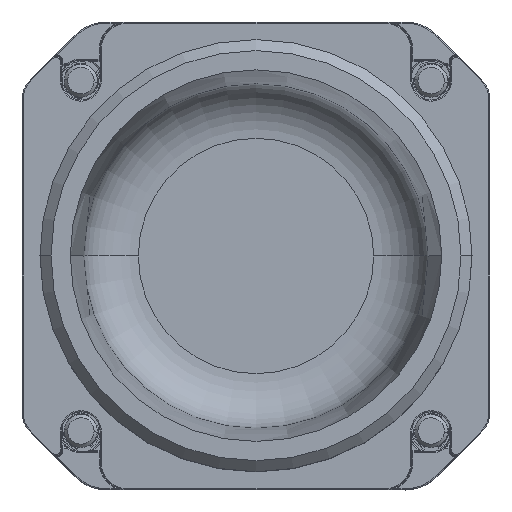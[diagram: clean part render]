
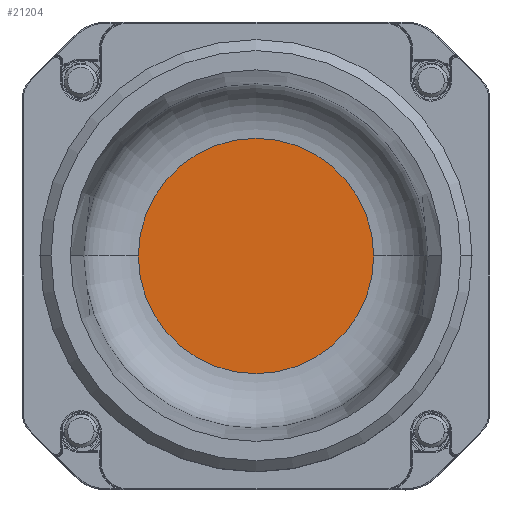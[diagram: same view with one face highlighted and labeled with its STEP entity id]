
A CAD part, top view. The second image highlights one B-rep face of the part: STEP entity #21204.
In plain terms, the highlighted planar face has unit normal (0, 0, 1).
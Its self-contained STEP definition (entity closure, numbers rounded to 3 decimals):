
#1477 = DIRECTION ( 'NONE',  ( 0., 0., 1. ) ) ;
#1718 = CIRCLE ( 'NONE', #5827, 21.371 ) ;
#2147 = AXIS2_PLACEMENT_3D ( 'NONE', #12261, #1477, #14129 ) ;
#2873 = PLANE ( 'NONE',  #19778 ) ;
#3029 = VERTEX_POINT ( 'NONE', #11509 ) ;
#3076 = FACE_OUTER_BOUND ( 'NONE', #11730, .T. ) ;
#5118 = CARTESIAN_POINT ( 'NONE',  ( 21.371, 0., 6. ) ) ;
#5827 = AXIS2_PLACEMENT_3D ( 'NONE', #18214, #7331, #20056 ) ;
#6474 = DIRECTION ( 'NONE',  ( 0., 0., -1. ) ) ;
#7331 = DIRECTION ( 'NONE',  ( 0., 0., 1. ) ) ;
#7709 = CIRCLE ( 'NONE', #2147, 21.371 ) ;
#11509 = CARTESIAN_POINT ( 'NONE',  ( -21.371, 0., 6. ) ) ;
#11730 = EDGE_LOOP ( 'NONE', ( #19223, #20999 ) ) ;
#12261 = CARTESIAN_POINT ( 'NONE',  ( 0., 0., 6. ) ) ;
#14129 = DIRECTION ( 'NONE',  ( -1., 0., 0. ) ) ;
#14841 = EDGE_CURVE ( 'NONE', #15214, #3029, #1718, .T. ) ;
#15214 = VERTEX_POINT ( 'NONE', #5118 ) ;
#17380 = CARTESIAN_POINT ( 'NONE',  ( 0., 0., 6. ) ) ;
#18214 = CARTESIAN_POINT ( 'NONE',  ( 0., 0., 6. ) ) ;
#19186 = DIRECTION ( 'NONE',  ( -1., 0., 0. ) ) ;
#19223 = ORIENTED_EDGE ( 'NONE', *, *, #19924, .T. ) ;
#19778 = AXIS2_PLACEMENT_3D ( 'NONE', #17380, #6474, #19186 ) ;
#19924 = EDGE_CURVE ( 'NONE', #3029, #15214, #7709, .T. ) ;
#20056 = DIRECTION ( 'NONE',  ( -1., 0., 0. ) ) ;
#20999 = ORIENTED_EDGE ( 'NONE', *, *, #14841, .T. ) ;
#21204 = ADVANCED_FACE ( 'NONE', ( #3076 ), #2873, .F. ) ;
